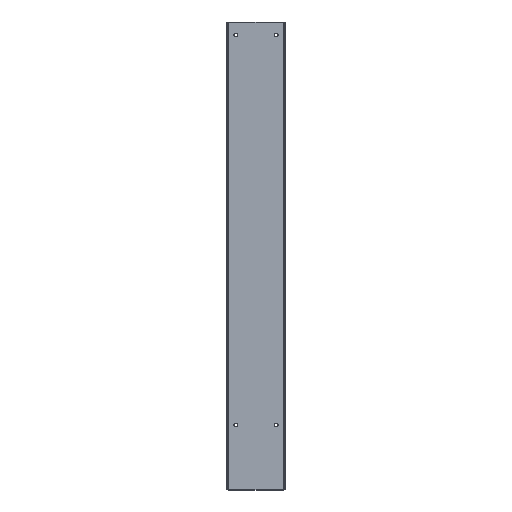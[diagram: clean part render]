
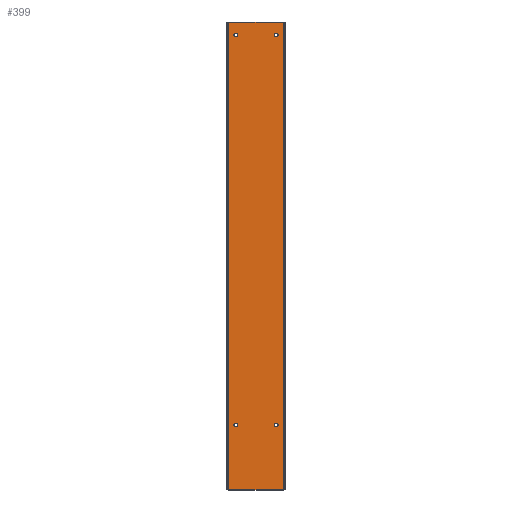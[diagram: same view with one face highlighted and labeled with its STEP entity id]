
A CAD part, top view. The second image highlights one B-rep face of the part: STEP entity #399.
In plain terms, the highlighted planar face has unit normal (0, 0, 1).
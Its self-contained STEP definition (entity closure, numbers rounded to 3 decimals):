
#5=DIRECTION('',(-1.,0.,0.));
#6=VECTOR('',#5,105.);
#7=CARTESIAN_POINT('',(52.5,900.,1.5));
#8=LINE('',#7,#6);
#9=CARTESIAN_POINT('',(39.,875.,1.5));
#10=DIRECTION('',(0.,0.,-1.));
#11=DIRECTION('',(-1.,0.,0.));
#12=AXIS2_PLACEMENT_3D('',#9,#10,#11);
#14=CARTESIAN_POINT('',(39.,875.,1.5));
#15=DIRECTION('',(0.,0.,-1.));
#16=DIRECTION('',(1.,0.,0.));
#17=AXIS2_PLACEMENT_3D('',#14,#15,#16);
#19=CARTESIAN_POINT('',(-39.,875.,1.5));
#20=DIRECTION('',(0.,0.,-1.));
#21=DIRECTION('',(-1.,0.,0.));
#22=AXIS2_PLACEMENT_3D('',#19,#20,#21);
#24=CARTESIAN_POINT('',(-39.,875.,1.5));
#25=DIRECTION('',(0.,0.,-1.));
#26=DIRECTION('',(1.,0.,0.));
#27=AXIS2_PLACEMENT_3D('',#24,#25,#26);
#29=CARTESIAN_POINT('',(39.,125.,1.5));
#30=DIRECTION('',(0.,0.,-1.));
#31=DIRECTION('',(-1.,0.,0.));
#32=AXIS2_PLACEMENT_3D('',#29,#30,#31);
#34=CARTESIAN_POINT('',(39.,125.,1.5));
#35=DIRECTION('',(0.,0.,-1.));
#36=DIRECTION('',(1.,0.,0.));
#37=AXIS2_PLACEMENT_3D('',#34,#35,#36);
#39=CARTESIAN_POINT('',(-39.,125.,1.5));
#40=DIRECTION('',(0.,0.,-1.));
#41=DIRECTION('',(-1.,0.,0.));
#42=AXIS2_PLACEMENT_3D('',#39,#40,#41);
#44=CARTESIAN_POINT('',(-39.,125.,1.5));
#45=DIRECTION('',(0.,0.,-1.));
#46=DIRECTION('',(1.,0.,0.));
#47=AXIS2_PLACEMENT_3D('',#44,#45,#46);
#49=DIRECTION('',(0.,1.,0.));
#50=VECTOR('',#49,900.);
#51=CARTESIAN_POINT('',(-52.5,0.,1.5));
#52=LINE('',#51,#50);
#204=DIRECTION('',(-1.,0.,0.));
#205=VECTOR('',#204,105.);
#206=CARTESIAN_POINT('',(52.5,0.,1.5));
#207=LINE('',#206,#205);
#233=DIRECTION('',(0.,-1.,0.));
#234=VECTOR('',#233,900.);
#235=CARTESIAN_POINT('',(52.5,900.,1.5));
#236=LINE('',#235,#234);
#265=CARTESIAN_POINT('',(42.5,875.,1.5));
#266=CARTESIAN_POINT('',(35.5,875.,1.5));
#267=VERTEX_POINT('',#265);
#268=VERTEX_POINT('',#266);
#273=CARTESIAN_POINT('',(-52.5,0.,1.5));
#274=CARTESIAN_POINT('',(-52.5,900.,1.5));
#275=VERTEX_POINT('',#273);
#276=VERTEX_POINT('',#274);
#277=CARTESIAN_POINT('',(52.5,0.,1.5));
#278=VERTEX_POINT('',#277);
#279=CARTESIAN_POINT('',(52.5,900.,1.5));
#280=VERTEX_POINT('',#279);
#281=CARTESIAN_POINT('',(-42.5,875.,1.5));
#282=CARTESIAN_POINT('',(-35.5,875.,1.5));
#283=VERTEX_POINT('',#281);
#284=VERTEX_POINT('',#282);
#285=CARTESIAN_POINT('',(35.5,125.,1.5));
#286=CARTESIAN_POINT('',(42.5,125.,1.5));
#287=VERTEX_POINT('',#285);
#288=VERTEX_POINT('',#286);
#289=CARTESIAN_POINT('',(-42.5,125.,1.5));
#290=CARTESIAN_POINT('',(-35.5,125.,1.5));
#291=VERTEX_POINT('',#289);
#292=VERTEX_POINT('',#290);
#361=CARTESIAN_POINT('',(-52.5,0.,1.5));
#362=DIRECTION('',(0.,0.,1.));
#363=DIRECTION('',(1.,0.,0.));
#364=AXIS2_PLACEMENT_3D('',#361,#362,#363);
#365=PLANE('',#364);
#367=ORIENTED_EDGE('',*,*,#366,.T.);
#369=ORIENTED_EDGE('',*,*,#368,.F.);
#371=ORIENTED_EDGE('',*,*,#370,.T.);
#373=ORIENTED_EDGE('',*,*,#372,.T.);
#374=EDGE_LOOP('',(#367,#369,#371,#373));
#375=FACE_OUTER_BOUND('',#374,.F.);
#377=ORIENTED_EDGE('',*,*,#376,.F.);
#378=ORIENTED_EDGE('',*,*,#350,.F.);
#379=EDGE_LOOP('',(#377,#378));
#380=FACE_BOUND('',#379,.F.);
#382=ORIENTED_EDGE('',*,*,#381,.F.);
#384=ORIENTED_EDGE('',*,*,#383,.F.);
#385=EDGE_LOOP('',(#382,#384));
#386=FACE_BOUND('',#385,.F.);
#388=ORIENTED_EDGE('',*,*,#387,.F.);
#390=ORIENTED_EDGE('',*,*,#389,.F.);
#391=EDGE_LOOP('',(#388,#390));
#392=FACE_BOUND('',#391,.F.);
#394=ORIENTED_EDGE('',*,*,#393,.F.);
#396=ORIENTED_EDGE('',*,*,#395,.F.);
#397=EDGE_LOOP('',(#394,#396));
#398=FACE_BOUND('',#397,.F.);
#399=ADVANCED_FACE('',(#375,#380,#386,#392,#398),#365,.T.);
#13=CIRCLE('',#12,3.5);
#18=CIRCLE('',#17,3.5);
#23=CIRCLE('',#22,3.5);
#28=CIRCLE('',#27,3.5);
#33=CIRCLE('',#32,3.5);
#38=CIRCLE('',#37,3.5);
#43=CIRCLE('',#42,3.5);
#48=CIRCLE('',#47,3.5);
#350=EDGE_CURVE('',#267,#268,#18,.T.);
#366=EDGE_CURVE('',#275,#276,#52,.T.);
#368=EDGE_CURVE('',#280,#276,#8,.T.);
#370=EDGE_CURVE('',#280,#278,#236,.T.);
#372=EDGE_CURVE('',#278,#275,#207,.T.);
#376=EDGE_CURVE('',#268,#267,#13,.T.);
#381=EDGE_CURVE('',#283,#284,#23,.T.);
#383=EDGE_CURVE('',#284,#283,#28,.T.);
#387=EDGE_CURVE('',#287,#288,#33,.T.);
#389=EDGE_CURVE('',#288,#287,#38,.T.);
#393=EDGE_CURVE('',#291,#292,#43,.T.);
#395=EDGE_CURVE('',#292,#291,#48,.T.);
